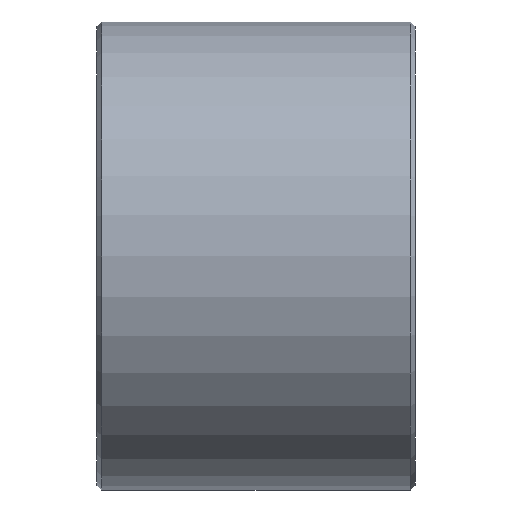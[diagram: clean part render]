
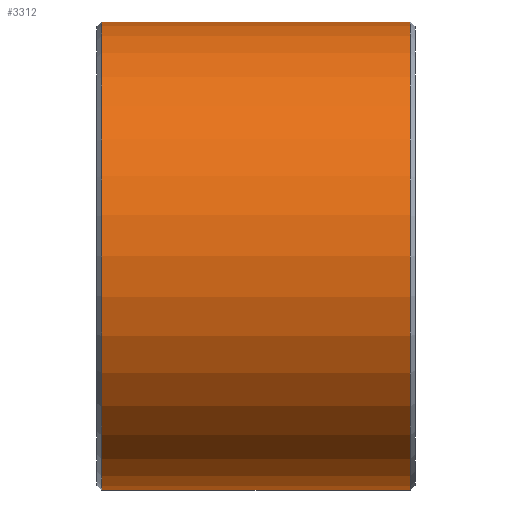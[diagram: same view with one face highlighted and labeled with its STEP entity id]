
A CAD part, left-side view. The second image highlights one B-rep face of the part: STEP entity #3312.
In plain terms, the highlighted cylindrical face has radius 10.3 mm (diameter 20.6 mm), a partial arc.
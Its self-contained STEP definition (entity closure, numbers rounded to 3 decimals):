
#176 = DIRECTION ( 'NONE',  ( 0., 0., -1. ) ) ;
#255 = CIRCLE ( 'NONE', #335, 10.3 ) ;
#335 = AXIS2_PLACEMENT_3D ( 'NONE', #3246, #2509, #1041 ) ;
#501 = VERTEX_POINT ( 'NONE', #3864 ) ;
#526 = EDGE_CURVE ( 'NONE', #4575, #501, #2103, .T. ) ;
#645 = VECTOR ( 'NONE', #2767, 1000. ) ;
#740 = ORIENTED_EDGE ( 'NONE', *, *, #526, .F. ) ;
#865 = VECTOR ( 'NONE', #3913, 1000. ) ;
#868 = DIRECTION ( 'NONE',  ( 0., -1., 0. ) ) ;
#1003 = CARTESIAN_POINT ( 'NONE',  ( 0., 0., 10.3 ) ) ;
#1041 = DIRECTION ( 'NONE',  ( 0., 0., -1. ) ) ;
#1070 = DIRECTION ( 'NONE',  ( 0., -1., 0. ) ) ;
#1264 = ORIENTED_EDGE ( 'NONE', *, *, #1710, .F. ) ;
#1675 = FACE_OUTER_BOUND ( 'NONE', #3629, .T. ) ;
#1710 = EDGE_CURVE ( 'NONE', #501, #2059, #255, .T. ) ;
#1876 = CARTESIAN_POINT ( 'NONE',  ( 0., 13.8, 0. ) ) ;
#1947 = CARTESIAN_POINT ( 'NONE',  ( 0., 13.8, 10.3 ) ) ;
#1985 = CARTESIAN_POINT ( 'NONE',  ( 0., 0.2, -10.3 ) ) ;
#2059 = VERTEX_POINT ( 'NONE', #1985 ) ;
#2079 = VERTEX_POINT ( 'NONE', #3845 ) ;
#2103 = LINE ( 'NONE', #1003, #645 ) ;
#2396 = EDGE_CURVE ( 'NONE', #2079, #2059, #3260, .T. ) ;
#2509 = DIRECTION ( 'NONE',  ( 0., -1., 0. ) ) ;
#2537 = DIRECTION ( 'NONE',  ( 0., 0., -1. ) ) ;
#2619 = AXIS2_PLACEMENT_3D ( 'NONE', #3048, #868, #176 ) ;
#2767 = DIRECTION ( 'NONE',  ( 0., -1., 0. ) ) ;
#2770 = ORIENTED_EDGE ( 'NONE', *, *, #4264, .T. ) ;
#2860 = CARTESIAN_POINT ( 'NONE',  ( 0., 0., -10.3 ) ) ;
#2884 = ORIENTED_EDGE ( 'NONE', *, *, #2396, .T. ) ;
#2990 = CIRCLE ( 'NONE', #4218, 10.3 ) ;
#3048 = CARTESIAN_POINT ( 'NONE',  ( 0., 0., 0. ) ) ;
#3246 = CARTESIAN_POINT ( 'NONE',  ( 0., 0.2, 0. ) ) ;
#3260 = LINE ( 'NONE', #2860, #865 ) ;
#3312 = ADVANCED_FACE ( 'NONE', ( #1675 ), #3489, .T. ) ;
#3489 = CYLINDRICAL_SURFACE ( 'NONE', #2619, 10.3 ) ;
#3629 = EDGE_LOOP ( 'NONE', ( #740, #2770, #2884, #1264 ) ) ;
#3845 = CARTESIAN_POINT ( 'NONE',  ( 0., 13.8, -10.3 ) ) ;
#3864 = CARTESIAN_POINT ( 'NONE',  ( 0., 0.2, 10.3 ) ) ;
#3913 = DIRECTION ( 'NONE',  ( 0., -1., 0. ) ) ;
#4218 = AXIS2_PLACEMENT_3D ( 'NONE', #1876, #1070, #2537 ) ;
#4264 = EDGE_CURVE ( 'NONE', #4575, #2079, #2990, .T. ) ;
#4575 = VERTEX_POINT ( 'NONE', #1947 ) ;
